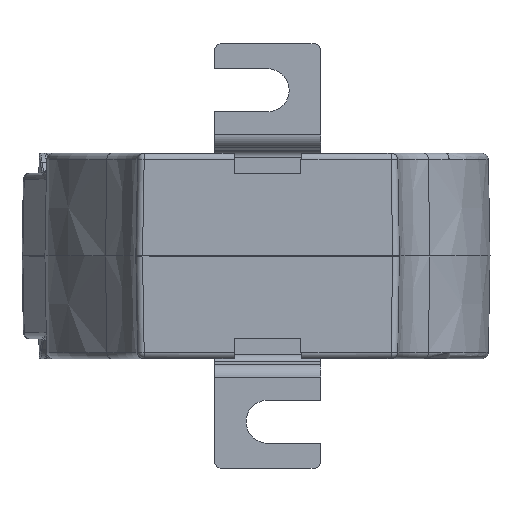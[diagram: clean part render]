
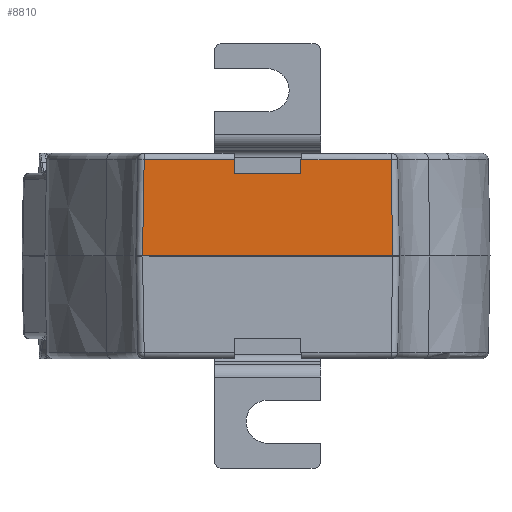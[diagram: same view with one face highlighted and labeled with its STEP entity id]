
A CAD part, front view. The second image highlights one B-rep face of the part: STEP entity #8810.
In plain terms, the highlighted planar face has unit normal (0, -1, 0).
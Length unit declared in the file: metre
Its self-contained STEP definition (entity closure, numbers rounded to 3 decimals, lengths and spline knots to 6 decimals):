
#3279=DIRECTION('',(1.,0.,0.));
#3280=VECTOR('',#3279,0.013583);
#3281=CARTESIAN_POINT('',(-0.013949,-0.036984,
0.0145));
#3282=LINE('',#3281,#3280);
#3299=DIRECTION('',(1.,0.,0.));
#3300=VECTOR('',#3299,0.01);
#3301=CARTESIAN_POINT('',(-0.000331,-0.036984,0.0125));
#3302=LINE('',#3301,#3300);
#3315=DIRECTION('',(1.,0.,0.));
#3316=VECTOR('',#3315,0.013583);
#3317=CARTESIAN_POINT('',(0.009704,-0.036984,
0.0145));
#3318=LINE('',#3317,#3316);
#3333=DIRECTION('',(-0.017,0.,-1.));
#3334=VECTOR('',#3333,0.002);
#3335=CARTESIAN_POINT('',(0.009704,-0.036984,
0.0145));
#3336=LINE('',#3335,#3334);
#3337=DIRECTION('',(-0.017,0.,1.));
#3338=VECTOR('',#3337,0.014502);
#3339=CARTESIAN_POINT('',(0.02354,-0.036984,
0.));
#3340=LINE('',#3339,#3338);
#3341=DIRECTION('',(-1.,0.,0.));
#3342=VECTOR('',#3341,0.037742);
#3343=CARTESIAN_POINT('',(0.02354,-0.036984,
0.));
#3344=LINE('',#3343,#3342);
#3345=DIRECTION('',(-0.017,0.,-1.));
#3346=VECTOR('',#3345,0.014502);
#3347=CARTESIAN_POINT('',(-0.013949,-0.036984,
0.0145));
#3348=LINE('',#3347,#3346);
#3349=DIRECTION('',(-0.017,0.,1.));
#3350=VECTOR('',#3349,0.002);
#3351=CARTESIAN_POINT('',(-0.000331,-0.036984,0.0125));
#3352=LINE('',#3351,#3350);
#3364=CARTESIAN_POINT('',(0.02354,-0.036984,
0.));
#5315=VERTEX_POINT('',#3364);
#5316=CARTESIAN_POINT('',(-0.014202,-0.036984,
0.));
#5317=VERTEX_POINT('',#5316);
#5695=CARTESIAN_POINT('',(0.023287,-0.036984,
0.0145));
#5696=VERTEX_POINT('',#5695);
#5697=CARTESIAN_POINT('',(0.009704,-0.036984,
0.0145));
#5698=CARTESIAN_POINT('',(0.009669,-0.036984,0.0125));
#5699=VERTEX_POINT('',#5697);
#5700=VERTEX_POINT('',#5698);
#5701=CARTESIAN_POINT('',(-0.013949,-0.036984,
0.0145));
#5702=VERTEX_POINT('',#5701);
#5703=CARTESIAN_POINT('',(-0.000366,-0.036984,
0.0145));
#5704=VERTEX_POINT('',#5703);
#5705=CARTESIAN_POINT('',(-0.000331,-0.036984,0.0125));
#5706=VERTEX_POINT('',#5705);
#8793=CARTESIAN_POINT('',(0.004669,-0.036984,0.00725));
#8794=DIRECTION('',(0.,1.,0.));
#8795=DIRECTION('',(-1.,0.,0.));
#8796=AXIS2_PLACEMENT_3D('',#8793,#8794,#8795);
#8797=PLANE('',#8796);
#8798=ORIENTED_EDGE('',*,*,#8734,.T.);
#8799=ORIENTED_EDGE('',*,*,#8759,.F.);
#8800=ORIENTED_EDGE('',*,*,#8777,.T.);
#8802=ORIENTED_EDGE('',*,*,#8801,.F.);
#8804=ORIENTED_EDGE('',*,*,#8803,.T.);
#8805=ORIENTED_EDGE('',*,*,#8630,.F.);
#8806=ORIENTED_EDGE('',*,*,#8691,.T.);
#8807=ORIENTED_EDGE('',*,*,#8713,.F.);
#8808=EDGE_LOOP('',(#8798,#8799,#8800,#8802,#8804,#8805,#8806,#8807));
#8809=FACE_OUTER_BOUND('',#8808,.F.);
#8630=EDGE_CURVE('',#5702,#5317,#3348,.T.);
#8691=EDGE_CURVE('',#5702,#5704,#3282,.T.);
#8713=EDGE_CURVE('',#5706,#5704,#3352,.T.);
#8734=EDGE_CURVE('',#5706,#5700,#3302,.T.);
#8759=EDGE_CURVE('',#5699,#5700,#3336,.T.);
#8777=EDGE_CURVE('',#5699,#5696,#3318,.T.);
#8801=EDGE_CURVE('',#5315,#5696,#3340,.T.);
#8803=EDGE_CURVE('',#5315,#5317,#3344,.T.);
#8810=ADVANCED_FACE('',(#8809),#8797,.F.);
